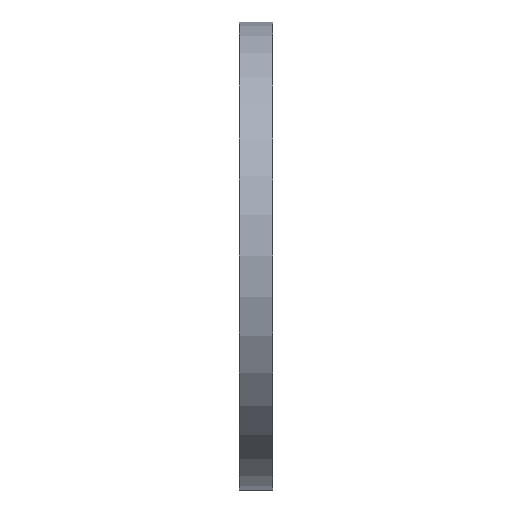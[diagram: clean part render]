
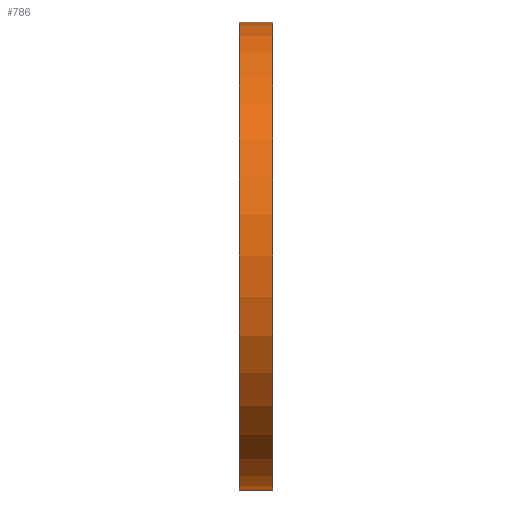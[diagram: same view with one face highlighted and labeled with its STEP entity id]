
A CAD part, left-side view. The second image highlights one B-rep face of the part: STEP entity #786.
In plain terms, the highlighted cylindrical face has radius 42.5 mm (diameter 85 mm), a partial arc.
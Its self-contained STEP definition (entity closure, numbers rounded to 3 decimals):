
#41 = DIRECTION ( 'NONE',  ( 0., 0., 1. ) ) ;
#51 = CARTESIAN_POINT ( 'NONE',  ( 0., 3., 42.5 ) ) ;
#76 = ORIENTED_EDGE ( 'NONE', *, *, #519, .F. ) ;
#169 = DIRECTION ( 'NONE',  ( 0., -1., 0. ) ) ;
#257 = VERTEX_POINT ( 'NONE', #1596 ) ;
#277 = DIRECTION ( 'NONE',  ( 0., 1., 0. ) ) ;
#311 = VECTOR ( 'NONE', #169, 1000. ) ;
#341 = FACE_OUTER_BOUND ( 'NONE', #430, .T. ) ;
#371 = DIRECTION ( 'NONE',  ( 0., 1., 0. ) ) ;
#396 = EDGE_CURVE ( 'NONE', #738, #257, #1052, .T. ) ;
#425 = LINE ( 'NONE', #51, #311 ) ;
#427 = CARTESIAN_POINT ( 'NONE',  ( 0., 3., -42.5 ) ) ;
#430 = EDGE_LOOP ( 'NONE', ( #636, #76, #805, #1501 ) ) ;
#519 = EDGE_CURVE ( 'NONE', #738, #1314, #960, .T. ) ;
#580 = CARTESIAN_POINT ( 'NONE',  ( 0., 3., -42.5 ) ) ;
#636 = ORIENTED_EDGE ( 'NONE', *, *, #1238, .F. ) ;
#656 = CARTESIAN_POINT ( 'NONE',  ( 0., -3., 0. ) ) ;
#703 = CARTESIAN_POINT ( 'NONE',  ( 0., -3., 42.5 ) ) ;
#708 = CARTESIAN_POINT ( 'NONE',  ( 0., 3., 42.5 ) ) ;
#738 = VERTEX_POINT ( 'NONE', #580 ) ;
#786 = ADVANCED_FACE ( 'NONE', ( #341 ), #1490, .T. ) ;
#805 = ORIENTED_EDGE ( 'NONE', *, *, #396, .T. ) ;
#831 = CIRCLE ( 'NONE', #1558, 42.5 ) ;
#862 = VECTOR ( 'NONE', #1408, 1000. ) ;
#911 = AXIS2_PLACEMENT_3D ( 'NONE', #1477, #371, #1232 ) ;
#960 = CIRCLE ( 'NONE', #911, 42.5 ) ;
#1052 = LINE ( 'NONE', #427, #862 ) ;
#1070 = EDGE_CURVE ( 'NONE', #257, #1167, #831, .T. ) ;
#1103 = CARTESIAN_POINT ( 'NONE',  ( 0., 3., 0. ) ) ;
#1129 = DIRECTION ( 'NONE',  ( 0., -1., 0. ) ) ;
#1167 = VERTEX_POINT ( 'NONE', #703 ) ;
#1192 = AXIS2_PLACEMENT_3D ( 'NONE', #1103, #1129, #1209 ) ;
#1209 = DIRECTION ( 'NONE',  ( 0., 0., -1. ) ) ;
#1232 = DIRECTION ( 'NONE',  ( 0., 0., 1. ) ) ;
#1238 = EDGE_CURVE ( 'NONE', #1314, #1167, #425, .T. ) ;
#1314 = VERTEX_POINT ( 'NONE', #708 ) ;
#1408 = DIRECTION ( 'NONE',  ( 0., -1., 0. ) ) ;
#1477 = CARTESIAN_POINT ( 'NONE',  ( 0., 3., 0. ) ) ;
#1490 = CYLINDRICAL_SURFACE ( 'NONE', #1192, 42.5 ) ;
#1501 = ORIENTED_EDGE ( 'NONE', *, *, #1070, .T. ) ;
#1558 = AXIS2_PLACEMENT_3D ( 'NONE', #656, #277, #41 ) ;
#1596 = CARTESIAN_POINT ( 'NONE',  ( 0., -3., -42.5 ) ) ;
